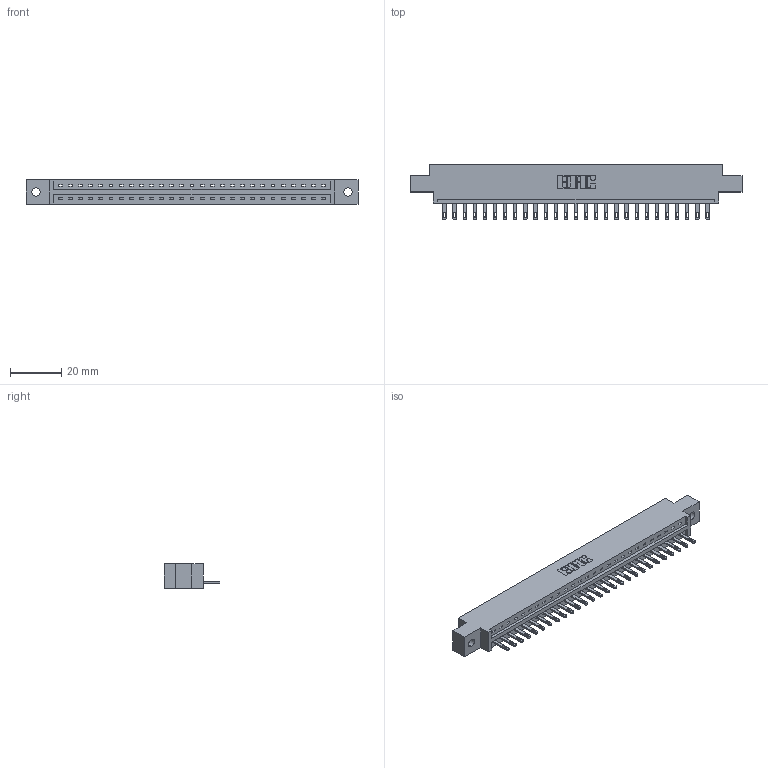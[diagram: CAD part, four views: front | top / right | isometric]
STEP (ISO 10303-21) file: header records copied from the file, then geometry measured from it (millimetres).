
FILE_DESCRIPTION (( 'STEP AP203' ), '1' );
FILE_NAME ('337-027-500-602.STEP', '2019-09-30T19:16:00', ( '' ), ( '' ), 'SwSTEP 2.0', 'SolidWorks 2016', '' );
FILE_SCHEMA (( 'CONFIG_CONTROL_DESIGN' ));
Length unit declared in the file: inch
Products named in the file (3): 345-292-001_345-293-100; 337 Part_0.170 Offset - 0.128 Dia; 337-027-500-602
Assembly tree (28 placements, depth 2):
  337-027-500-602
    337 Part_0.170 Offset - 0.128 Dia
    345-292-001_345-293-100  x27
Bounding box: 130 x 21.85 x 9.4 mm (x, y, z)
Volume: 13185.8 mm3; surface area: 13432 mm2
Topology: 28 solids, 28 shells, 1684 faces, 5183 edges, 3454 vertices
Faces by surface type: plane 1154, cylinder 530
Entity records: 22075 total; most frequent: CARTESIAN_POINT 3851, ORIENTED_EDGE 3814, DIRECTION 3273, EDGE_CURVE 1907, LINE 1775, VECTOR 1775, VERTEX_POINT 1270, AXIS2_PLACEMENT_3D 749
